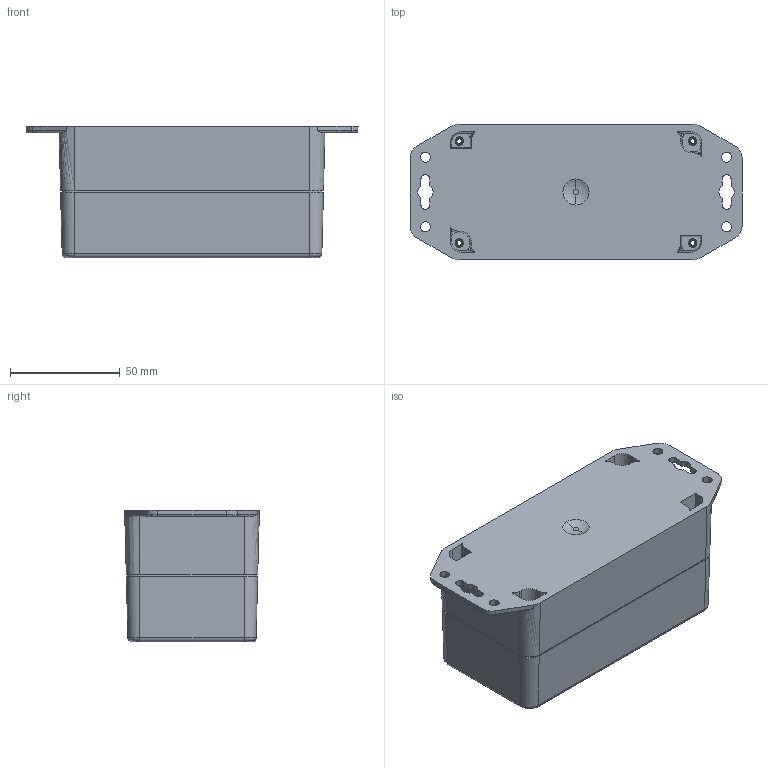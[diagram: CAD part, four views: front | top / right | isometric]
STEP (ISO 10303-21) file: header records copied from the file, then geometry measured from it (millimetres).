
FILE_DESCRIPTION (( 'STEP AP203' ), '1' );
FILE_NAME ('ZP120.60.60U.STEP', '2024-10-02T09:54:49', ( '' ), ( '' ), 'SwSTEP 2.0', 'SolidWorks 2015', '' );
FILE_SCHEMA (( 'CONFIG_CONTROL_DESIGN' ));
Length unit declared in the file: millimetre
Products named in the file (7): Gasket_A; ZP120.60.60U; ZPB120.60.30U; ZPC120.60.30; Sleeve; Tulejka M3; Gasket
Assembly tree (12 placements, depth 2):
  ZP120.60.60U
    ZPB120.60.30U
    ZPC120.60.30
    Sleeve  x4
    Tulejka M3  x4
    Gasket
    Gasket_A
Bounding box: 151.54 x 61.54 x 60 mm (x, y, z)
Volume: 137726.6 mm3; surface area: 92027 mm2
Topology: 12 solids, 12 shells, 3053 faces, 6617 edges, 3681 vertices
Faces by surface type: plane 1821, cone 602, bspline 406, cylinder 216, torus 8
Entity records: 61607 total; most frequent: CARTESIAN_POINT 30583, ORIENTED_EDGE 7000, DIRECTION 4982, EDGE_CURVE 3500, VERTEX_POINT 2109, AXIS2_PLACEMENT_3D 1785, EDGE_LOOP 1607, ADVANCED_FACE 1487
